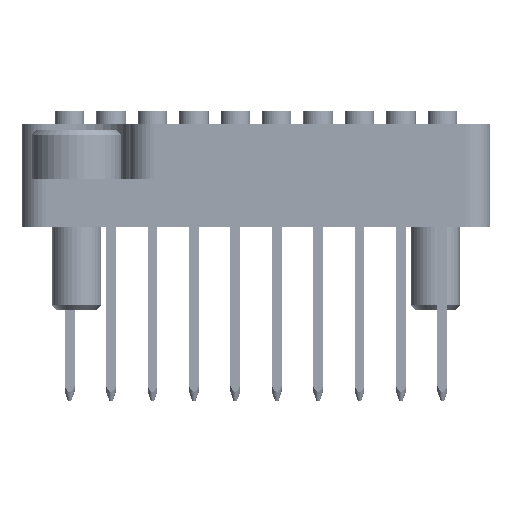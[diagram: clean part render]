
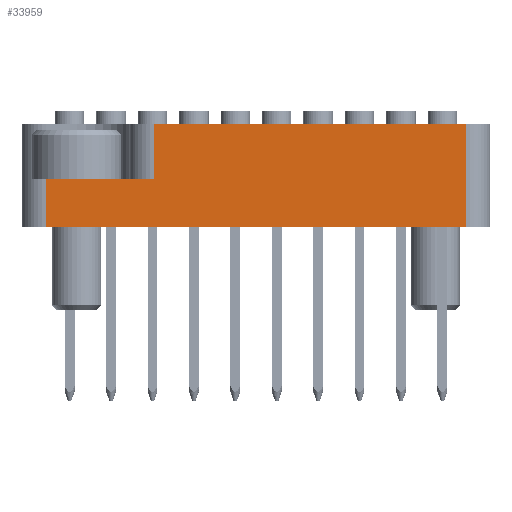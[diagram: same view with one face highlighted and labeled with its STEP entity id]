
A CAD part, front view. The second image highlights one B-rep face of the part: STEP entity #33959.
In plain terms, the highlighted face is planar.
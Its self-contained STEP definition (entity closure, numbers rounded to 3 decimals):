
#318 = DIRECTION ( 'NONE',  ( 0., 0., -1. ) ) ;
#723 = EDGE_CURVE ( 'NONE', #42479, #6533, #44652, .T. ) ;
#1356 = DIRECTION ( 'NONE',  ( 0., 1., 0. ) ) ;
#1992 = AXIS2_PLACEMENT_3D ( 'NONE', #36530, #6753, #37901 ) ;
#2822 = LINE ( 'NONE', #27119, #6583 ) ;
#2890 = EDGE_LOOP ( 'NONE', ( #44754, #5345, #24499, #20227, #43525, #41045 ) ) ;
#3007 = DIRECTION ( 'NONE',  ( 0., -1., 0. ) ) ;
#3199 = DIRECTION ( 'NONE',  ( 0., -1., 0. ) ) ;
#4783 = CARTESIAN_POINT ( 'NONE',  ( 30., 6.35, -12.85 ) ) ;
#5345 = ORIENTED_EDGE ( 'NONE', *, *, #32260, .T. ) ;
#6512 = VECTOR ( 'NONE', #3007, 1000. ) ;
#6533 = VERTEX_POINT ( 'NONE', #27215 ) ;
#6583 = VECTOR ( 'NONE', #20519, 1000. ) ;
#6753 = DIRECTION ( 'NONE',  ( 1., 0., 0. ) ) ;
#9477 = FACE_OUTER_BOUND ( 'NONE', #2890, .T. ) ;
#9572 = CARTESIAN_POINT ( 'NONE',  ( 30., 2.95, 6.25 ) ) ;
#9777 = CARTESIAN_POINT ( 'NONE',  ( 30., 0., 12.85 ) ) ;
#11580 = LINE ( 'NONE', #4783, #22864 ) ;
#13755 = DIRECTION ( 'NONE',  ( 0., 0., -1. ) ) ;
#16825 = CARTESIAN_POINT ( 'NONE',  ( 30., 0., 12.85 ) ) ;
#19921 = PLANE ( 'NONE',  #1992 ) ;
#20227 = ORIENTED_EDGE ( 'NONE', *, *, #40337, .T. ) ;
#20519 = DIRECTION ( 'NONE',  ( 0., 0., -1. ) ) ;
#21221 = EDGE_CURVE ( 'NONE', #27842, #37291, #31929, .T. ) ;
#21305 = CARTESIAN_POINT ( 'NONE',  ( 30., 6.35, -12.85 ) ) ;
#22864 = VECTOR ( 'NONE', #1356, 1000. ) ;
#24499 = ORIENTED_EDGE ( 'NONE', *, *, #21221, .F. ) ;
#26440 = VECTOR ( 'NONE', #3199, 1000. ) ;
#26870 = LINE ( 'NONE', #9572, #6512 ) ;
#26908 = VECTOR ( 'NONE', #13755, 1000. ) ;
#27119 = CARTESIAN_POINT ( 'NONE',  ( 30., 2.95, 7.75 ) ) ;
#27215 = CARTESIAN_POINT ( 'NONE',  ( 30., 0., -12.85 ) ) ;
#27796 = CARTESIAN_POINT ( 'NONE',  ( 30., 6.35, 6.25 ) ) ;
#27842 = VERTEX_POINT ( 'NONE', #27796 ) ;
#30320 = VERTEX_POINT ( 'NONE', #37804 ) ;
#30929 = CARTESIAN_POINT ( 'NONE',  ( 30., 2.95, 6.25 ) ) ;
#31468 = CARTESIAN_POINT ( 'NONE',  ( 30., 6.35, 14.35 ) ) ;
#31929 = LINE ( 'NONE', #31468, #44061 ) ;
#32180 = VERTEX_POINT ( 'NONE', #30929 ) ;
#32260 = EDGE_CURVE ( 'NONE', #6533, #37291, #11580, .T. ) ;
#33959 = ADVANCED_FACE ( 'NONE', ( #9477 ), #19921, .T. ) ;
#36530 = CARTESIAN_POINT ( 'NONE',  ( 30., 6.35, 14.35 ) ) ;
#37291 = VERTEX_POINT ( 'NONE', #21305 ) ;
#37804 = CARTESIAN_POINT ( 'NONE',  ( 30., 2.95, 12.85 ) ) ;
#37901 = DIRECTION ( 'NONE',  ( 0., 1., 0. ) ) ;
#38294 = CARTESIAN_POINT ( 'NONE',  ( 30., 0., 14.35 ) ) ;
#40337 = EDGE_CURVE ( 'NONE', #27842, #32180, #26870, .T. ) ;
#41045 = ORIENTED_EDGE ( 'NONE', *, *, #44051, .T. ) ;
#41335 = EDGE_CURVE ( 'NONE', #30320, #32180, #2822, .T. ) ;
#42479 = VERTEX_POINT ( 'NONE', #9777 ) ;
#43525 = ORIENTED_EDGE ( 'NONE', *, *, #41335, .F. ) ;
#44051 = EDGE_CURVE ( 'NONE', #30320, #42479, #44318, .T. ) ;
#44061 = VECTOR ( 'NONE', #318, 1000. ) ;
#44318 = LINE ( 'NONE', #16825, #26440 ) ;
#44652 = LINE ( 'NONE', #38294, #26908 ) ;
#44754 = ORIENTED_EDGE ( 'NONE', *, *, #723, .T. ) ;
